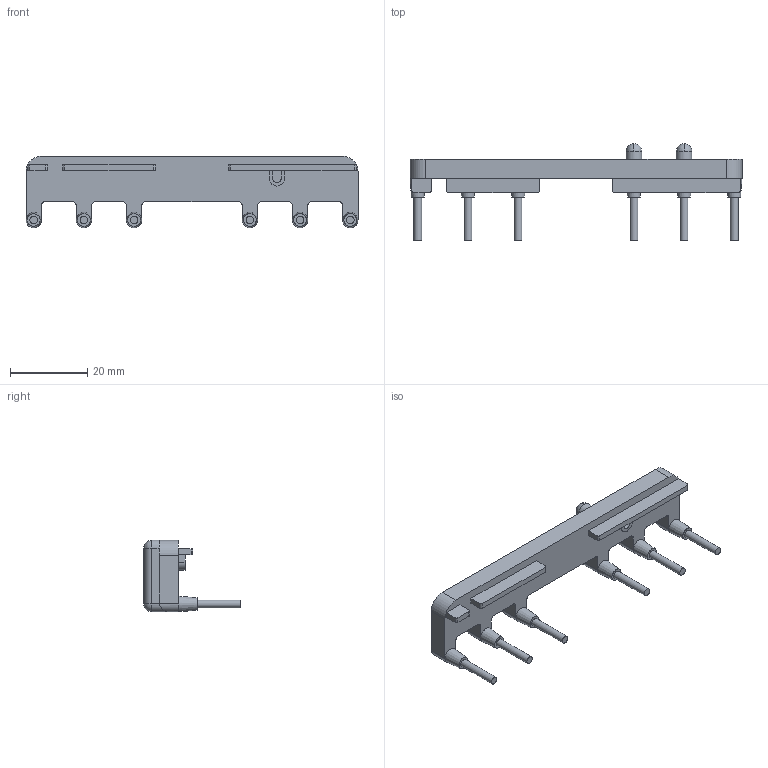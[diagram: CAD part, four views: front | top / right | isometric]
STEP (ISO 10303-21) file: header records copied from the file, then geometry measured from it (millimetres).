
FILE_DESCRIPTION (( 'STEP AP214' ), '1' );
FILE_NAME ('SZ-ERW1A.STEP', '2024-09-04T04:13:57', ( '' ), ( '' ), 'SwSTEP 2.0', 'SolidWorks 2024', '' );
FILE_SCHEMA (( 'AUTOMOTIVE_DESIGN' ));
Length unit declared in the file: millimetre
Products named in the file (1): SZ-ERW1A
Bounding box: 86 x 25 x 18.5 mm (x, y, z)
Volume: 7090.5 mm3; surface area: 5076 mm2
Topology: 1 solids, 1 shells, 114 faces, 296 edges, 185 vertices
Faces by surface type: plane 54, cylinder 46, sphere 8, cone 6
Full cylindrical faces by diameter (mm): 2 x6
Entity records: 4886 total; most frequent: CARTESIAN_POINT 903, DIRECTION 569, ORIENTED_EDGE 546, EDGE_CURVE 273, AXIS2_PLACEMENT_3D 208, VERTEX_POINT 182, LINE 153, VECTOR 153
